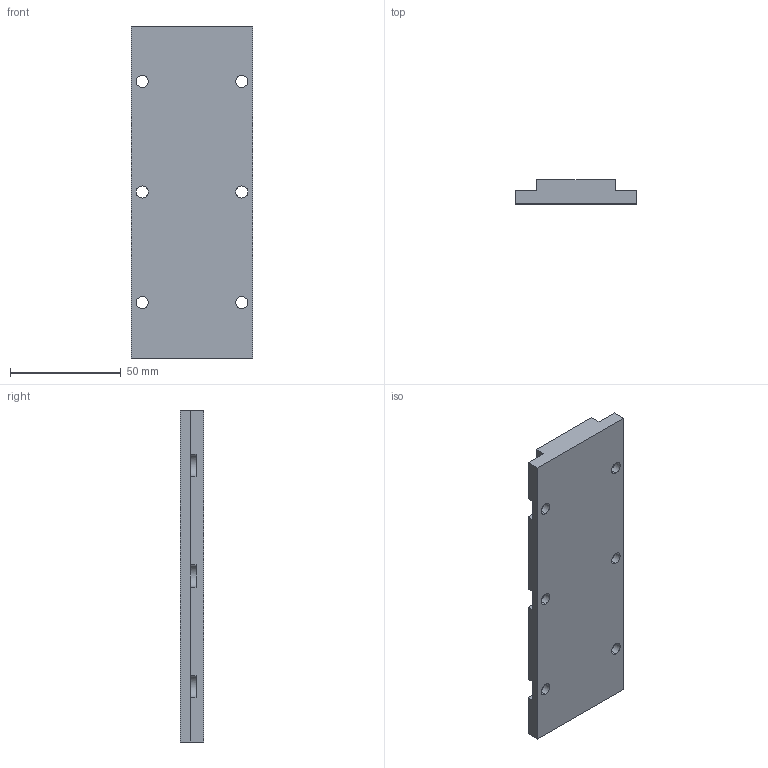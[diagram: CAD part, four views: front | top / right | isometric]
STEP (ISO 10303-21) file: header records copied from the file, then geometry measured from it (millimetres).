
FILE_DESCRIPTION (( 'STEP AP203' ), '1' );
FILE_NAME ('ZW3A-H35-150MNS-MODEL.step', '2022-09-22T02:13:08', ( '' ), ( '' ), 'SwSTEP 2.0', 'SolidWorks 2020', '' );
FILE_SCHEMA (( 'CONFIG_CONTROL_DESIGN' ));
Length unit declared in the file: millimetre
Products named in the file (1): ZW3A-H35-150MNS-MODEL
Bounding box: 55 x 10.7 x 150 mm (x, y, z)
Volume: 72612 mm3; surface area: 21039.4 mm2
Topology: 1 solids, 1 shells, 78 faces, 213 edges, 138 vertices
Faces by surface type: plane 53, cylinder 21, bspline 4
Entity records: 2668 total; most frequent: CARTESIAN_POINT 570, ORIENTED_EDGE 426, DIRECTION 409, EDGE_CURVE 213, LINE 151, VECTOR 151, VERTEX_POINT 138, AXIS2_PLACEMENT_3D 129
